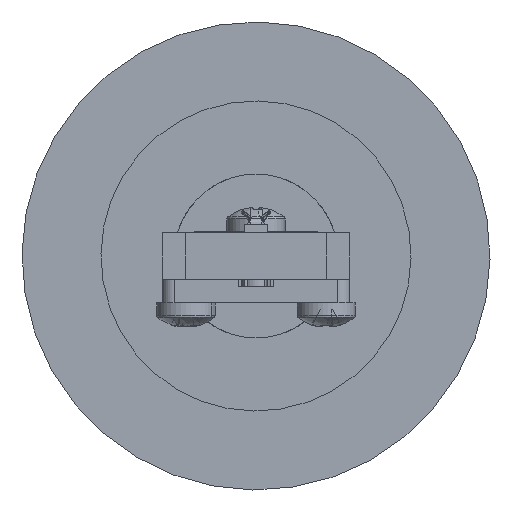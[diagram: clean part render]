
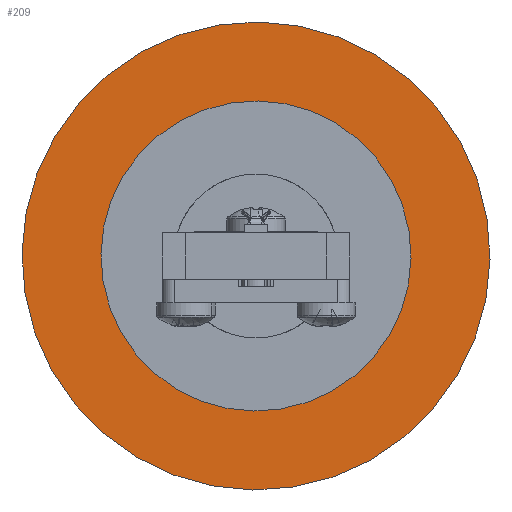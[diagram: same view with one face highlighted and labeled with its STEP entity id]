
A CAD part, front view. The second image highlights one B-rep face of the part: STEP entity #209.
In plain terms, the highlighted planar face has unit normal (0, -1, 0).
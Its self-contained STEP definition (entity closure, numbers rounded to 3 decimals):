
#209 = ADVANCED_FACE ( 'NONE', ( #5197, #5193 ), #8884, .T. ) ;
#462 = AXIS2_PLACEMENT_3D ( 'NONE', #1226, #1224, #1222 ) ;
#472 = AXIS2_PLACEMENT_3D ( 'NONE', #1289, #1288, #1287 ) ;
#1222 = DIRECTION ( 'NONE',  ( -0.873, 0., -0.488 ) ) ;
#1224 = DIRECTION ( 'NONE',  ( 0., 1., 0. ) ) ;
#1226 = CARTESIAN_POINT ( 'NONE',  ( -20.454, 427.361, 10.02 ) ) ;
#1287 = DIRECTION ( 'NONE',  ( 0.873, 0., 0.488 ) ) ;
#1288 = DIRECTION ( 'NONE',  ( 0., -1., 0. ) ) ;
#1289 = CARTESIAN_POINT ( 'NONE',  ( -20.454, 427.361, 10.02 ) ) ;
#1585 = ORIENTED_EDGE ( 'NONE', *, *, #6609, .F. ) ;
#1587 = ORIENTED_EDGE ( 'NONE', *, *, #11120, .F. ) ;
#1588 = ORIENTED_EDGE ( 'NONE', *, *, #11106, .F. ) ;
#1589 = ORIENTED_EDGE ( 'NONE', *, *, #6571, .F. ) ;
#1840 = VERTEX_POINT ( 'NONE', #8973 ) ;
#2008 = VERTEX_POINT ( 'NONE', #10641 ) ;
#2029 = VERTEX_POINT ( 'NONE', #10625 ) ;
#2340 = VERTEX_POINT ( 'NONE', #10434 ) ;
#4873 = CIRCLE ( 'NONE', #6130, 20. ) ;
#5193 = FACE_OUTER_BOUND ( 'NONE', #7405, .T. ) ;
#5197 = FACE_BOUND ( 'NONE', #7417, .T. ) ;
#6110 = AXIS2_PLACEMENT_3D ( 'NONE', #7547, #7546, #7545 ) ;
#6130 = AXIS2_PLACEMENT_3D ( 'NONE', #7795, #7794, #7793 ) ;
#6280 = AXIS2_PLACEMENT_3D ( 'NONE', #8832, #8826, #8793 ) ;
#6571 = EDGE_CURVE ( 'NONE', #1840, #2340, #4873, .T. ) ;
#6609 = EDGE_CURVE ( 'NONE', #2029, #2008, #10909, .T. ) ;
#7113 = CIRCLE ( 'NONE', #472, 13.25 ) ;
#7131 = CIRCLE ( 'NONE', #462, 20. ) ;
#7405 = EDGE_LOOP ( 'NONE', ( #1589, #1587 ) ) ;
#7417 = EDGE_LOOP ( 'NONE', ( #1585, #1588 ) ) ;
#7545 = DIRECTION ( 'NONE',  ( 0.873, 0., 0.488 ) ) ;
#7546 = DIRECTION ( 'NONE',  ( 0., -1., 0. ) ) ;
#7547 = CARTESIAN_POINT ( 'NONE',  ( -20.454, 427.361, 10.02 ) ) ;
#7793 = DIRECTION ( 'NONE',  ( -0.873, 0., -0.488 ) ) ;
#7794 = DIRECTION ( 'NONE',  ( 0., 1., 0. ) ) ;
#7795 = CARTESIAN_POINT ( 'NONE',  ( -20.454, 427.361, 10.02 ) ) ;
#8793 = DIRECTION ( 'NONE',  ( 0.873, 0., 0.488 ) ) ;
#8826 = DIRECTION ( 'NONE',  ( 0., -1., 0. ) ) ;
#8832 = CARTESIAN_POINT ( 'NONE',  ( -37.909, 427.361, 0.257 ) ) ;
#8884 = PLANE ( 'NONE',  #6280 ) ;
#8973 = CARTESIAN_POINT ( 'NONE',  ( -37.909, 427.361, 0.257 ) ) ;
#10434 = CARTESIAN_POINT ( 'NONE',  ( -2.999, 427.361, 19.783 ) ) ;
#10625 = CARTESIAN_POINT ( 'NONE',  ( -8.89, 427.361, 16.488 ) ) ;
#10641 = CARTESIAN_POINT ( 'NONE',  ( -32.018, 427.361, 3.552 ) ) ;
#10909 = CIRCLE ( 'NONE', #6110, 13.25 ) ;
#11106 = EDGE_CURVE ( 'NONE', #2008, #2029, #7113, .T. ) ;
#11120 = EDGE_CURVE ( 'NONE', #2340, #1840, #7131, .T. ) ;
